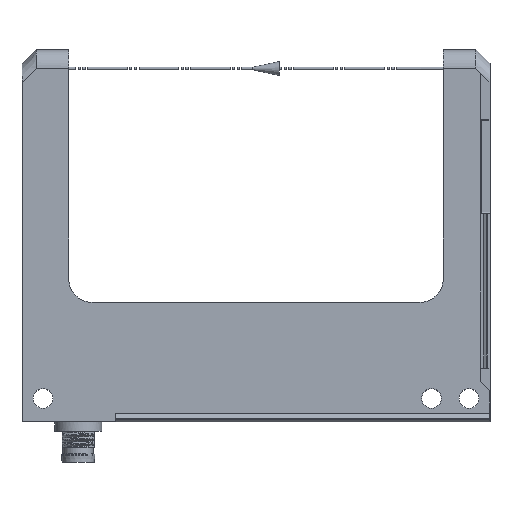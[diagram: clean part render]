
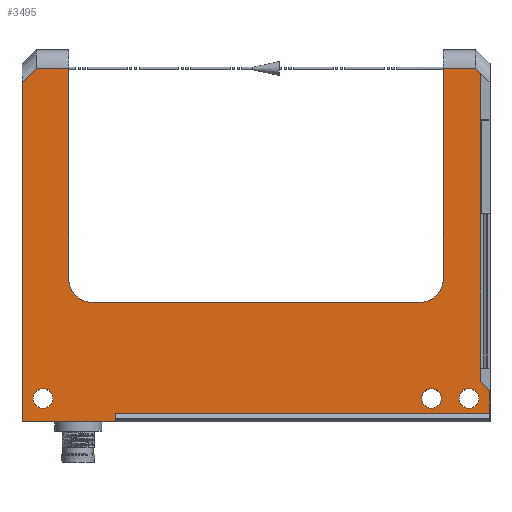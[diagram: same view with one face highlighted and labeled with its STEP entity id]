
A CAD part, top view. The second image highlights one B-rep face of the part: STEP entity #3495.
In plain terms, the highlighted face is planar.
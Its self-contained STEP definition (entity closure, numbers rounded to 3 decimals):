
#49=CARTESIAN_POINT('',(60.,1.,-5.));
#50=DIRECTION('',(0.,0.,1.));
#51=DIRECTION('',(0.,-1.,0.));
#52=AXIS2_PLACEMENT_3D('',#49,#50,#51);
#57=CARTESIAN_POINT('',(-10.,1.,-5.));
#58=DIRECTION('',(0.,0.,1.));
#59=DIRECTION('',(-0.707,-0.707,0.));
#60=AXIS2_PLACEMENT_3D('',#57,#58,#59);
#65=CARTESIAN_POINT('',(-10.,1.,-5.));
#66=DIRECTION('',(0.,0.,1.));
#67=DIRECTION('',(-1.,0.,0.));
#68=AXIS2_PLACEMENT_3D('',#65,#66,#67);
#73=DIRECTION('',(0.707,0.707,0.));
#74=VECTOR('',#73,1.556);
#75=CARTESIAN_POINT('',(-23.,44.9,-5.));
#76=LINE('',#75,#74);
#80=DIRECTION('',(0.707,0.707,0.));
#81=VECTOR('',#80,2.828);
#82=CARTESIAN_POINT('',(-25.,-22.8,-5.));
#83=LINE('',#82,#81);
#87=DIRECTION('',(0.707,-0.707,0.));
#88=VECTOR('',#87,4.243);
#89=CARTESIAN_POINT('',(72.,46.,-5.));
#90=LINE('',#89,#88);
#94=CARTESIAN_POINT('',(60.,1.,-5.));
#95=DIRECTION('',(0.,0.,1.));
#96=DIRECTION('',(0.707,-0.707,0.));
#97=AXIS2_PLACEMENT_3D('',#94,#95,#96);
#102=CARTESIAN_POINT('',(-20.5,-24.5,-5.));
#103=DIRECTION('',(0.,0.,1.));
#104=DIRECTION('',(1.,0.,0.));
#105=AXIS2_PLACEMENT_3D('',#102,#103,#104);
#110=CARTESIAN_POINT('',(-20.5,-24.5,-5.));
#111=DIRECTION('',(0.,0.,1.));
#112=DIRECTION('',(-1.,0.,0.));
#113=AXIS2_PLACEMENT_3D('',#110,#111,#112);
#118=CARTESIAN_POINT('',(-12.5,-24.5,-5.));
#119=DIRECTION('',(0.,0.,1.));
#120=DIRECTION('',(1.,0.,0.));
#121=AXIS2_PLACEMENT_3D('',#118,#119,#120);
#126=CARTESIAN_POINT('',(-12.5,-24.5,-5.));
#127=DIRECTION('',(0.,0.,1.));
#128=DIRECTION('',(-1.,0.,0.));
#129=AXIS2_PLACEMENT_3D('',#126,#127,#128);
#134=CARTESIAN_POINT('',(70.5,-24.5,-5.));
#135=DIRECTION('',(0.,0.,1.));
#136=DIRECTION('',(1.,0.,0.));
#137=AXIS2_PLACEMENT_3D('',#134,#135,#136);
#142=CARTESIAN_POINT('',(70.5,-24.5,-5.));
#143=DIRECTION('',(0.,0.,1.));
#144=DIRECTION('',(-1.,0.,0.));
#145=AXIS2_PLACEMENT_3D('',#142,#143,#144);
#195=DIRECTION('',(0.,-1.,0.));
#196=VECTOR('',#195,45.);
#197=CARTESIAN_POINT('',(65.,46.,-5.));
#198=LINE('',#197,#196);
#233=DIRECTION('',(-1.,0.,0.));
#234=VECTOR('',#233,7.);
#235=CARTESIAN_POINT('',(72.,46.,-5.));
#236=LINE('',#235,#234);
#510=DIRECTION('',(-1.,0.,0.));
#511=VECTOR('',#510,70.);
#512=CARTESIAN_POINT('',(60.,-4.,-5.));
#513=LINE('',#512,#511);
#541=DIRECTION('',(0.,1.,0.));
#542=VECTOR('',#541,45.);
#543=CARTESIAN_POINT('',(-15.,1.,-5.));
#544=LINE('',#543,#542);
#655=DIRECTION('',(-1.,0.,0.));
#656=VECTOR('',#655,6.9);
#657=CARTESIAN_POINT('',(-15.,46.,-5.));
#658=LINE('',#657,#656);
#737=DIRECTION('',(0.,-1.,0.));
#738=VECTOR('',#737,65.7);
#739=CARTESIAN_POINT('',(-23.,44.9,-5.));
#740=LINE('',#739,#738);
#986=DIRECTION('',(1.,0.,0.));
#987=VECTOR('',#986,8.);
#988=CARTESIAN_POINT('',(55.,-29.5,-5.));
#989=LINE('',#988,#987);
#1064=DIRECTION('',(0.,-1.,0.));
#1065=VECTOR('',#1064,1.8);
#1066=CARTESIAN_POINT('',(55.,-27.7,-5.));
#1067=LINE('',#1066,#1065);
#1117=DIRECTION('',(0.,-1.,0.));
#1118=VECTOR('',#1117,4.9);
#1119=CARTESIAN_POINT('',(-25.,-22.8,-5.));
#1120=LINE('',#1119,#1118);
#1140=DIRECTION('',(1.,0.,0.));
#1141=VECTOR('',#1140,80.);
#1142=CARTESIAN_POINT('',(-25.,-27.7,-5.));
#1143=LINE('',#1142,#1141);
#1196=DIRECTION('',(1.,0.,0.));
#1197=VECTOR('',#1196,12.);
#1198=CARTESIAN_POINT('',(63.,-29.5,-5.));
#1199=LINE('',#1198,#1197);
#1268=DIRECTION('',(0.,1.,0.));
#1269=VECTOR('',#1268,72.5);
#1270=CARTESIAN_POINT('',(75.,-29.5,-5.));
#1271=LINE('',#1270,#1269);
#3035=CARTESIAN_POINT('',(-18.4,-24.5,-5.));
#3037=VERTEX_POINT('',#3035);
#3038=CARTESIAN_POINT('',(-22.6,-24.5,-5.));
#3039=VERTEX_POINT('',#3038);
#3043=CARTESIAN_POINT('',(-10.4,-24.5,-5.));
#3045=VERTEX_POINT('',#3043);
#3046=CARTESIAN_POINT('',(-14.6,-24.5,-5.));
#3047=VERTEX_POINT('',#3046);
#3051=CARTESIAN_POINT('',(72.6,-24.5,-5.));
#3053=VERTEX_POINT('',#3051);
#3054=CARTESIAN_POINT('',(68.4,-24.5,-5.));
#3055=VERTEX_POINT('',#3054);
#3068=CARTESIAN_POINT('',(63.,-29.5,-5.));
#3069=VERTEX_POINT('',#3068);
#3177=CARTESIAN_POINT('',(55.,-27.7,-5.));
#3178=CARTESIAN_POINT('',(55.,-29.5,-5.));
#3179=VERTEX_POINT('',#3177);
#3180=VERTEX_POINT('',#3178);
#3185=CARTESIAN_POINT('',(-25.,-22.8,-5.));
#3186=VERTEX_POINT('',#3185);
#3187=CARTESIAN_POINT('',(-25.,-27.7,-5.));
#3188=VERTEX_POINT('',#3187);
#3228=CARTESIAN_POINT('',(-23.,44.9,-5.));
#3229=VERTEX_POINT('',#3228);
#3230=CARTESIAN_POINT('',(-23.,-20.8,-5.));
#3231=VERTEX_POINT('',#3230);
#3232=CARTESIAN_POINT('',(-21.9,46.,-5.));
#3233=VERTEX_POINT('',#3232);
#3321=CARTESIAN_POINT('',(-15.,46.,-5.));
#3322=VERTEX_POINT('',#3321);
#3323=CARTESIAN_POINT('',(-15.,1.,-5.));
#3324=VERTEX_POINT('',#3323);
#3325=CARTESIAN_POINT('',(-13.536,-2.536,-5.));
#3326=CARTESIAN_POINT('',(-10.,-4.,-5.));
#3327=VERTEX_POINT('',#3325);
#3328=VERTEX_POINT('',#3326);
#3329=CARTESIAN_POINT('',(60.,-4.,-5.));
#3330=VERTEX_POINT('',#3329);
#3331=CARTESIAN_POINT('',(63.536,-2.536,-5.));
#3332=CARTESIAN_POINT('',(65.,1.,-5.));
#3333=VERTEX_POINT('',#3331);
#3334=VERTEX_POINT('',#3332);
#3335=CARTESIAN_POINT('',(65.,46.,-5.));
#3336=VERTEX_POINT('',#3335);
#3337=CARTESIAN_POINT('',(72.,46.,-5.));
#3338=VERTEX_POINT('',#3337);
#3339=CARTESIAN_POINT('',(75.,43.,-5.));
#3340=VERTEX_POINT('',#3339);
#3341=CARTESIAN_POINT('',(75.,-29.5,-5.));
#3342=VERTEX_POINT('',#3341);
#3434=CARTESIAN_POINT('',(10.,6.675,-5.));
#3435=DIRECTION('',(0.,0.,1.));
#3436=DIRECTION('',(1.,0.,0.));
#3437=AXIS2_PLACEMENT_3D('',#3434,#3435,#3436);
#3438=PLANE('',#3437);
#3440=ORIENTED_EDGE('',*,*,#3439,.F.);
#3442=ORIENTED_EDGE('',*,*,#3441,.T.);
#3444=ORIENTED_EDGE('',*,*,#3443,.F.);
#3446=ORIENTED_EDGE('',*,*,#3445,.F.);
#3448=ORIENTED_EDGE('',*,*,#3447,.T.);
#3450=ORIENTED_EDGE('',*,*,#3449,.T.);
#3452=ORIENTED_EDGE('',*,*,#3451,.F.);
#3454=ORIENTED_EDGE('',*,*,#3453,.T.);
#3456=ORIENTED_EDGE('',*,*,#3455,.F.);
#3458=ORIENTED_EDGE('',*,*,#3457,.T.);
#3460=ORIENTED_EDGE('',*,*,#3459,.T.);
#3462=ORIENTED_EDGE('',*,*,#3461,.T.);
#3464=ORIENTED_EDGE('',*,*,#3463,.T.);
#3466=ORIENTED_EDGE('',*,*,#3465,.T.);
#3468=ORIENTED_EDGE('',*,*,#3467,.T.);
#3470=ORIENTED_EDGE('',*,*,#3469,.F.);
#3472=ORIENTED_EDGE('',*,*,#3471,.T.);
#3474=ORIENTED_EDGE('',*,*,#3473,.T.);
#3476=ORIENTED_EDGE('',*,*,#3475,.F.);
#3477=EDGE_LOOP('',(#3440,#3442,#3444,#3446,#3448,#3450,#3452,#3454,#3456,#3458,
#3460,#3462,#3464,#3466,#3468,#3470,#3472,#3474,#3476));
#3478=FACE_OUTER_BOUND('',#3477,.F.);
#3479=ORIENTED_EDGE('',*,*,#3426,.F.);
#3480=ORIENTED_EDGE('',*,*,#3415,.F.);
#3481=EDGE_LOOP('',(#3479,#3480));
#3482=FACE_BOUND('',#3481,.F.);
#3484=ORIENTED_EDGE('',*,*,#3483,.F.);
#3486=ORIENTED_EDGE('',*,*,#3485,.F.);
#3487=EDGE_LOOP('',(#3484,#3486));
#3488=FACE_BOUND('',#3487,.F.);
#3490=ORIENTED_EDGE('',*,*,#3489,.F.);
#3492=ORIENTED_EDGE('',*,*,#3491,.F.);
#3493=EDGE_LOOP('',(#3490,#3492));
#3494=FACE_BOUND('',#3493,.F.);
#3495=ADVANCED_FACE('',(#3478,#3482,#3488,#3494),#3438,.F.);
#53=CIRCLE('',#52,5.);
#61=CIRCLE('',#60,5.);
#69=CIRCLE('',#68,5.);
#98=CIRCLE('',#97,5.);
#106=CIRCLE('',#105,2.1);
#114=CIRCLE('',#113,2.1);
#122=CIRCLE('',#121,2.1);
#130=CIRCLE('',#129,2.1);
#138=CIRCLE('',#137,2.1);
#146=CIRCLE('',#145,2.1);
#3415=EDGE_CURVE('',#3039,#3037,#114,.T.);
#3426=EDGE_CURVE('',#3037,#3039,#106,.T.);
#3439=EDGE_CURVE('',#3330,#3333,#53,.T.);
#3441=EDGE_CURVE('',#3330,#3328,#513,.T.);
#3443=EDGE_CURVE('',#3327,#3328,#61,.T.);
#3445=EDGE_CURVE('',#3324,#3327,#69,.T.);
#3447=EDGE_CURVE('',#3324,#3322,#544,.T.);
#3449=EDGE_CURVE('',#3322,#3233,#658,.T.);
#3451=EDGE_CURVE('',#3229,#3233,#76,.T.);
#3453=EDGE_CURVE('',#3229,#3231,#740,.T.);
#3455=EDGE_CURVE('',#3186,#3231,#83,.T.);
#3457=EDGE_CURVE('',#3186,#3188,#1120,.T.);
#3459=EDGE_CURVE('',#3188,#3179,#1143,.T.);
#3461=EDGE_CURVE('',#3179,#3180,#1067,.T.);
#3463=EDGE_CURVE('',#3180,#3069,#989,.T.);
#3465=EDGE_CURVE('',#3069,#3342,#1199,.T.);
#3467=EDGE_CURVE('',#3342,#3340,#1271,.T.);
#3469=EDGE_CURVE('',#3338,#3340,#90,.T.);
#3471=EDGE_CURVE('',#3338,#3336,#236,.T.);
#3473=EDGE_CURVE('',#3336,#3334,#198,.T.);
#3475=EDGE_CURVE('',#3333,#3334,#98,.T.);
#3483=EDGE_CURVE('',#3045,#3047,#122,.T.);
#3485=EDGE_CURVE('',#3047,#3045,#130,.T.);
#3489=EDGE_CURVE('',#3053,#3055,#138,.T.);
#3491=EDGE_CURVE('',#3055,#3053,#146,.T.);
